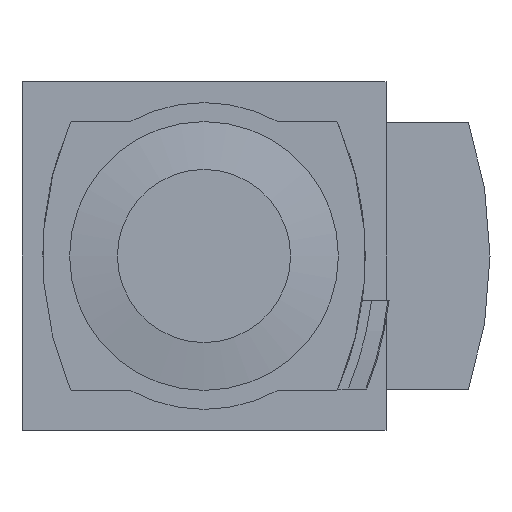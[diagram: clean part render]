
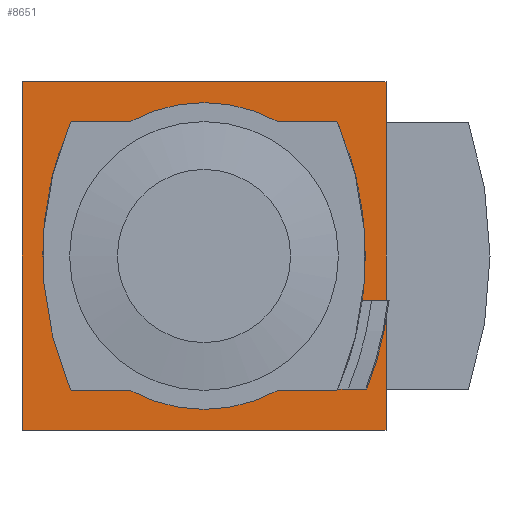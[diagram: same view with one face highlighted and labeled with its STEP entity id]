
A CAD part, front view. The second image highlights one B-rep face of the part: STEP entity #8651.
In plain terms, the highlighted planar face has unit normal (0, -1, 0).
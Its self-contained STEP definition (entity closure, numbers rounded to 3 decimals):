
#98=PLANE('',#9094);
#319=LINE('',#11677,#994);
#325=LINE('',#11690,#1000);
#515=LINE('',#12146,#1190);
#558=LINE('',#12258,#1233);
#625=LINE('',#12452,#1300);
#626=LINE('',#12456,#1301);
#627=LINE('',#12464,#1302);
#628=LINE('',#12468,#1303);
#629=LINE('',#12474,#1304);
#630=LINE('',#12478,#1305);
#994=VECTOR('',#9567,1000.);
#1000=VECTOR('',#9575,1000.);
#1190=VECTOR('',#9903,1000.);
#1233=VECTOR('',#9988,1000.);
#1300=VECTOR('',#10139,1000.);
#1301=VECTOR('',#10142,1000.);
#1302=VECTOR('',#10149,1000.);
#1303=VECTOR('',#10152,1000.);
#1304=VECTOR('',#10157,1000.);
#1305=VECTOR('',#10160,1000.);
#1809=CIRCLE('',#9095,0.3);
#1810=CIRCLE('',#9096,17.7);
#1811=CIRCLE('',#9097,0.3);
#1812=CIRCLE('',#9098,38.9);
#1813=CIRCLE('',#9099,0.3);
#1814=CIRCLE('',#9100,17.7);
#1815=CIRCLE('',#9101,0.3);
#1816=CIRCLE('',#9102,38.9);
#1817=CIRCLE('',#9103,39.95);
#2519=ORIENTED_EDGE('',*,*,#4169,.F.);
#2520=ORIENTED_EDGE('',*,*,#3943,.F.);
#2521=ORIENTED_EDGE('',*,*,#4228,.F.);
#2522=ORIENTED_EDGE('',*,*,#3937,.F.);
#2523=ORIENTED_EDGE('',*,*,#4320,.T.);
#2524=ORIENTED_EDGE('',*,*,#4321,.T.);
#2525=ORIENTED_EDGE('',*,*,#4322,.T.);
#2526=ORIENTED_EDGE('',*,*,#4323,.T.);
#2527=ORIENTED_EDGE('',*,*,#4324,.T.);
#2528=ORIENTED_EDGE('',*,*,#4325,.T.);
#2529=ORIENTED_EDGE('',*,*,#4326,.T.);
#2530=ORIENTED_EDGE('',*,*,#4327,.T.);
#2531=ORIENTED_EDGE('',*,*,#4328,.T.);
#2532=ORIENTED_EDGE('',*,*,#4329,.T.);
#2533=ORIENTED_EDGE('',*,*,#4330,.T.);
#2534=ORIENTED_EDGE('',*,*,#4331,.T.);
#2535=ORIENTED_EDGE('',*,*,#4332,.T.);
#2536=ORIENTED_EDGE('',*,*,#4333,.T.);
#2537=ORIENTED_EDGE('',*,*,#4334,.T.);
#3937=EDGE_CURVE('',#4875,#4876,#319,.T.);
#3943=EDGE_CURVE('',#4881,#4882,#325,.T.);
#4169=EDGE_CURVE('',#4882,#4875,#515,.T.);
#4228=EDGE_CURVE('',#4876,#4881,#558,.T.);
#4320=EDGE_CURVE('',#5194,#5195,#1809,.T.);
#4321=EDGE_CURVE('',#5195,#5196,#625,.T.);
#4322=EDGE_CURVE('',#5196,#5197,#1810,.T.);
#4323=EDGE_CURVE('',#5197,#5198,#626,.T.);
#4324=EDGE_CURVE('',#5198,#5199,#1811,.T.);
#4325=EDGE_CURVE('',#5199,#5200,#1812,.T.);
#4326=EDGE_CURVE('',#5200,#5201,#1813,.T.);
#4327=EDGE_CURVE('',#5201,#5202,#627,.T.);
#4328=EDGE_CURVE('',#5202,#5203,#1814,.T.);
#4329=EDGE_CURVE('',#5203,#5204,#628,.T.);
#4330=EDGE_CURVE('',#5204,#5205,#1815,.T.);
#4331=EDGE_CURVE('',#5205,#5206,#1816,.T.);
#4332=EDGE_CURVE('',#5206,#5207,#629,.T.);
#4333=EDGE_CURVE('',#5207,#5208,#1817,.T.);
#4334=EDGE_CURVE('',#5208,#5194,#630,.T.);
#4875=VERTEX_POINT('',#11676);
#4876=VERTEX_POINT('',#11678);
#4881=VERTEX_POINT('',#11689);
#4882=VERTEX_POINT('',#11691);
#5194=VERTEX_POINT('',#12450);
#5195=VERTEX_POINT('',#12451);
#5196=VERTEX_POINT('',#12453);
#5197=VERTEX_POINT('',#12455);
#5198=VERTEX_POINT('',#12457);
#5199=VERTEX_POINT('',#12459);
#5200=VERTEX_POINT('',#12461);
#5201=VERTEX_POINT('',#12463);
#5202=VERTEX_POINT('',#12465);
#5203=VERTEX_POINT('',#12467);
#5204=VERTEX_POINT('',#12469);
#5205=VERTEX_POINT('',#12471);
#5206=VERTEX_POINT('',#12473);
#5207=VERTEX_POINT('',#12475);
#5208=VERTEX_POINT('',#12477);
#5566=EDGE_LOOP('',(#2519,#2520,#2521,#2522));
#5567=EDGE_LOOP('',(#2523,#2524,#2525,#2526,#2527,#2528,#2529,#2530,#2531,
#2532,#2533,#2534,#2535,#2536,#2537));
#5928=FACE_BOUND('',#5566,.T.);
#5929=FACE_BOUND('',#5567,.T.);
#8651=ADVANCED_FACE('',(#5928,#5929),#98,.F.);
#9094=AXIS2_PLACEMENT_3D('',#12448,#10135,#10136);
#9095=AXIS2_PLACEMENT_3D('',#12449,#10137,#10138);
#9096=AXIS2_PLACEMENT_3D('',#12454,#10140,#10141);
#9097=AXIS2_PLACEMENT_3D('',#12458,#10143,#10144);
#9098=AXIS2_PLACEMENT_3D('',#12460,#10145,#10146);
#9099=AXIS2_PLACEMENT_3D('',#12462,#10147,#10148);
#9100=AXIS2_PLACEMENT_3D('',#12466,#10150,#10151);
#9101=AXIS2_PLACEMENT_3D('',#12470,#10153,#10154);
#9102=AXIS2_PLACEMENT_3D('',#12472,#10155,#10156);
#9103=AXIS2_PLACEMENT_3D('',#12476,#10158,#10159);
#9567=DIRECTION('',(0.,0.,1.));
#9575=DIRECTION('',(0.,0.,-1.));
#9903=DIRECTION('',(-1.,0.,0.));
#9988=DIRECTION('',(1.,0.,0.));
#10135=DIRECTION('',(0.,1.,0.));
#10136=DIRECTION('',(0.,0.,1.));
#10137=DIRECTION('',(0.,1.,0.));
#10138=DIRECTION('',(1.,0.,0.));
#10139=DIRECTION('',(-1.,0.,0.));
#10140=DIRECTION('',(0.,1.,0.));
#10141=DIRECTION('',(1.,0.,0.));
#10142=DIRECTION('',(-1.,0.,0.));
#10143=DIRECTION('',(0.,1.,0.));
#10144=DIRECTION('',(1.,0.,0.));
#10145=DIRECTION('',(0.,1.,0.));
#10146=DIRECTION('',(1.,0.,0.));
#10147=DIRECTION('',(0.,1.,0.));
#10148=DIRECTION('',(1.,0.,0.));
#10149=DIRECTION('',(1.,0.,0.));
#10150=DIRECTION('',(0.,1.,0.));
#10151=DIRECTION('',(1.,0.,0.));
#10152=DIRECTION('',(1.,0.,0.));
#10153=DIRECTION('',(0.,1.,0.));
#10154=DIRECTION('',(1.,0.,0.));
#10155=DIRECTION('',(0.,1.,0.));
#10156=DIRECTION('',(1.,0.,0.));
#10157=DIRECTION('',(1.,0.,0.));
#10158=DIRECTION('',(0.,1.,0.));
#10159=DIRECTION('',(0.,0.,1.));
#10160=DIRECTION('',(-1.,0.,0.));
#11676=CARTESIAN_POINT('',(-21.,-31.5,-20.1));
#11677=CARTESIAN_POINT('',(-21.,-31.5,-20.1));
#11678=CARTESIAN_POINT('',(-21.,-31.5,20.1));
#11689=CARTESIAN_POINT('',(21.,-31.5,20.1));
#11690=CARTESIAN_POINT('',(21.,-31.5,20.1));
#11691=CARTESIAN_POINT('',(21.,-31.5,-20.1));
#12146=CARTESIAN_POINT('',(21.,-31.5,-20.1));
#12258=CARTESIAN_POINT('',(-21.,-31.5,20.1));
#12448=CARTESIAN_POINT('',(0.,-31.5,0.));
#12449=CARTESIAN_POINT('',(15.181,-31.5,-15.2));
#12450=CARTESIAN_POINT('',(15.442,-31.5,-15.349));
#12451=CARTESIAN_POINT('',(15.181,-31.5,-15.5));
#12452=CARTESIAN_POINT('',(14.091,-31.5,-15.5));
#12453=CARTESIAN_POINT('',(8.546,-31.5,-15.5));
#12454=CARTESIAN_POINT('',(0.,-31.5,0.));
#12455=CARTESIAN_POINT('',(-8.546,-31.5,-15.5));
#12456=CARTESIAN_POINT('',(-8.546,-31.5,-15.5));
#12457=CARTESIAN_POINT('',(-15.181,-31.5,-15.5));
#12458=CARTESIAN_POINT('',(-15.181,-31.5,-15.2));
#12459=CARTESIAN_POINT('',(-15.457,-31.5,-15.318));
#12460=CARTESIAN_POINT('',(20.3,-31.5,0.));
#12461=CARTESIAN_POINT('',(-15.457,-31.5,15.318));
#12462=CARTESIAN_POINT('',(-15.181,-31.5,15.2));
#12463=CARTESIAN_POINT('',(-15.181,-31.5,15.5));
#12464=CARTESIAN_POINT('',(-15.181,-31.5,15.5));
#12465=CARTESIAN_POINT('',(-8.546,-31.5,15.5));
#12466=CARTESIAN_POINT('',(0.,-31.5,0.));
#12467=CARTESIAN_POINT('',(8.546,-31.5,15.5));
#12468=CARTESIAN_POINT('',(8.546,-31.5,15.5));
#12469=CARTESIAN_POINT('',(15.181,-31.5,15.5));
#12470=CARTESIAN_POINT('',(15.181,-31.5,15.2));
#12471=CARTESIAN_POINT('',(15.457,-31.5,15.318));
#12472=CARTESIAN_POINT('',(-20.3,-31.5,0.));
#12473=CARTESIAN_POINT('',(18.259,-31.5,-5.142));
#12474=CARTESIAN_POINT('',(17.25,-31.5,-5.142));
#12475=CARTESIAN_POINT('',(19.337,-31.5,-5.142));
#12476=CARTESIAN_POINT('',(-20.3,-31.5,-0.15));
#12477=CARTESIAN_POINT('',(16.646,-31.5,-15.349));
#12478=CARTESIAN_POINT('',(30.,-31.5,-15.349));
